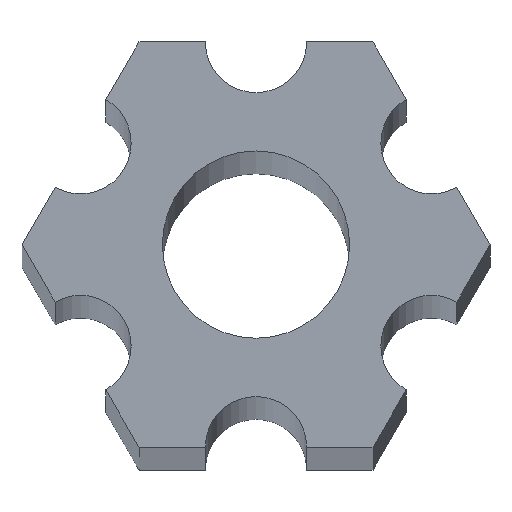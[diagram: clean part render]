
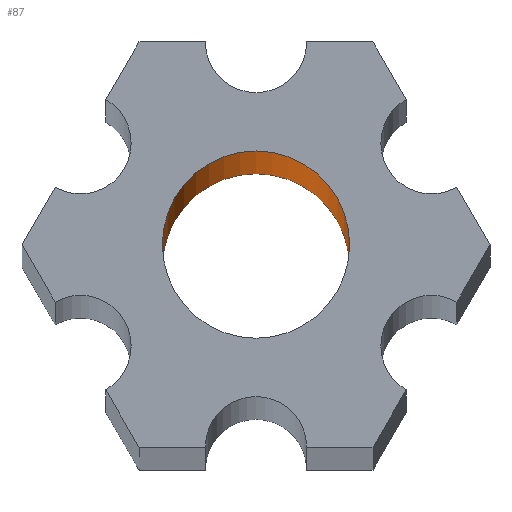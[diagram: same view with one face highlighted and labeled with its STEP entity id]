
A CAD part, top view. The second image highlights one B-rep face of the part: STEP entity #87.
In plain terms, the highlighted cylindrical face has radius 2.934 mm (diameter 5.867 mm), a partial arc.
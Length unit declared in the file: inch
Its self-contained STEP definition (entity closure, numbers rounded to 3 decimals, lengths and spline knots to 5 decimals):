
#46 = VECTOR ( 'NONE', #269, 39.37008 ) ;
#55 = CIRCLE ( 'NONE', #59, 0.1155 ) ;
#59 = AXIS2_PLACEMENT_3D ( 'NONE', #247, #246, #245 ) ;
#66 = EDGE_CURVE ( 'NONE', #768, #753, #209, .T. ) ;
#87 = ADVANCED_FACE ( 'NONE', ( #389 ), #390, .F. ) ;
#88 = AXIS2_PLACEMENT_3D ( 'NONE', #569, #572, #570 ) ;
#90 = EDGE_CURVE ( 'NONE', #426, #768, #439, .T. ) ;
#185 = CARTESIAN_POINT ( 'NONE',  ( -0.1155, 0., 16.11 ) ) ;
#203 = CARTESIAN_POINT ( 'NONE',  ( 0.1155, 0., 0. ) ) ;
#209 = CIRCLE ( 'NONE', #88, 0.1155 ) ;
#211 = CARTESIAN_POINT ( 'NONE',  ( -0.1155, 0., 0. ) ) ;
#245 = DIRECTION ( 'NONE',  ( 1., 0., 0. ) ) ;
#246 = DIRECTION ( 'NONE',  ( 0., 0., 1. ) ) ;
#247 = CARTESIAN_POINT ( 'NONE',  ( 0., 0., 16.11 ) ) ;
#269 = DIRECTION ( 'NONE',  ( 0., 0., -1. ) ) ;
#270 = CARTESIAN_POINT ( 'NONE',  ( -0.1155, 0., 16.11 ) ) ;
#271 = LINE ( 'NONE', #270, #46 ) ;
#339 = CARTESIAN_POINT ( 'NONE',  ( 0.1155, 0., 16.11 ) ) ;
#389 = FACE_OUTER_BOUND ( 'NONE', #425, .T. ) ;
#390 = CYLINDRICAL_SURFACE ( 'NONE', #604, 0.1155 ) ;
#425 = EDGE_LOOP ( 'NONE', ( #537, #455, #685, #677 ) ) ;
#426 = VERTEX_POINT ( 'NONE', #339 ) ;
#437 = DIRECTION ( 'NONE',  ( 0., 0., -1. ) ) ;
#439 = LINE ( 'NONE', #440, #607 ) ;
#440 = CARTESIAN_POINT ( 'NONE',  ( 0.1155, 0., 16.11 ) ) ;
#445 = DIRECTION ( 'NONE',  ( -1., 0., 0. ) ) ;
#447 = CARTESIAN_POINT ( 'NONE',  ( 0., 0., 16.11 ) ) ;
#448 = DIRECTION ( 'NONE',  ( 0., 0., -1. ) ) ;
#455 = ORIENTED_EDGE ( 'NONE', *, *, #688, .T. ) ;
#537 = ORIENTED_EDGE ( 'NONE', *, *, #90, .F. ) ;
#569 = CARTESIAN_POINT ( 'NONE',  ( 0., 0., 0. ) ) ;
#570 = DIRECTION ( 'NONE',  ( 1., 0., 0. ) ) ;
#571 = EDGE_CURVE ( 'NONE', #790, #753, #271, .T. ) ;
#572 = DIRECTION ( 'NONE',  ( 0., 0., 1. ) ) ;
#604 = AXIS2_PLACEMENT_3D ( 'NONE', #447, #448, #445 ) ;
#607 = VECTOR ( 'NONE', #437, 39.37008 ) ;
#677 = ORIENTED_EDGE ( 'NONE', *, *, #66, .F. ) ;
#685 = ORIENTED_EDGE ( 'NONE', *, *, #571, .T. ) ;
#688 = EDGE_CURVE ( 'NONE', #426, #790, #55, .T. ) ;
#753 = VERTEX_POINT ( 'NONE', #211 ) ;
#768 = VERTEX_POINT ( 'NONE', #203 ) ;
#790 = VERTEX_POINT ( 'NONE', #185 ) ;
